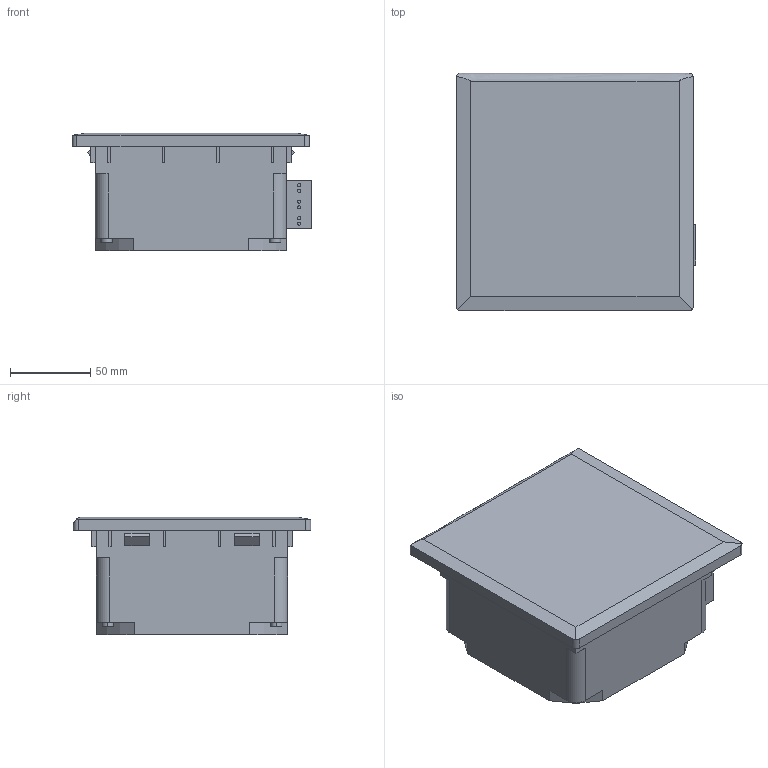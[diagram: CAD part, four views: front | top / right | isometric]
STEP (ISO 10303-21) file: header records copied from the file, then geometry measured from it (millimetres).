
FILE_DESCRIPTION (( 'STEP AP214' ), '1' );
FILE_NAME ('YVR10-105-55.STEP', '2024-06-06T12:52:00', ( '' ), ( '' ), 'SwSTEP 2.0', 'SolidWorks 2022', '' );
FILE_SCHEMA (( 'AUTOMOTIVE_DESIGN' ));
Length unit declared in the file: millimetre
Products named in the file (1): YVR10-105-55
Bounding box: 149.5 x 148 x 73.5 mm (x, y, z)
Volume: 1107310 mm3; surface area: 82041 mm2
Topology: 1 solids, 1 shells, 178 faces, 456 edges, 304 vertices
Faces by surface type: plane 129, cylinder 48, bspline 1
Entity records: 5556 total; most frequent: CARTESIAN_POINT 1123, ORIENTED_EDGE 912, DIRECTION 892, EDGE_CURVE 456, LINE 352, VECTOR 352, VERTEX_POINT 304, AXIS2_PLACEMENT_3D 270
